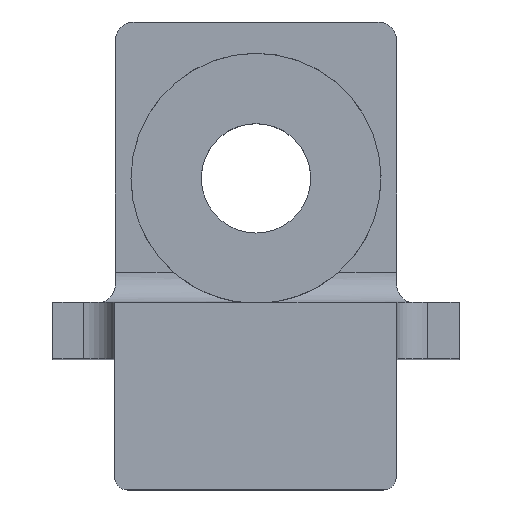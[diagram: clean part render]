
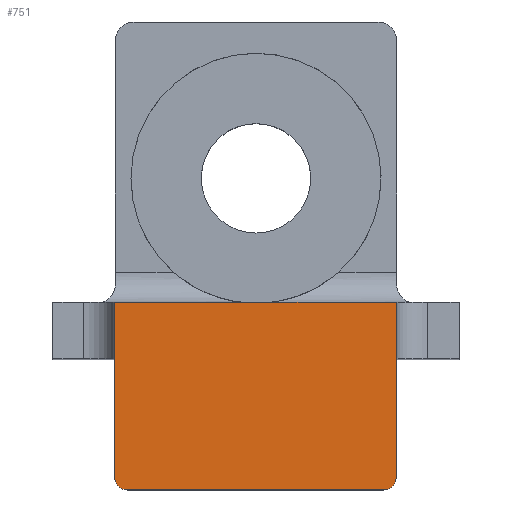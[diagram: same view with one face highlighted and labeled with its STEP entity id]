
A CAD part, top view. The second image highlights one B-rep face of the part: STEP entity #751.
In plain terms, the highlighted planar face has unit normal (0, 0, 1).
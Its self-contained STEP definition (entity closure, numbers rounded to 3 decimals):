
#41=PLANE('',#829);
#79=FACE_OUTER_BOUND('',#120,.T.);
#120=EDGE_LOOP('',(#671,#672,#673,#674,#675,#676,#677,#678));
#147=LINE('',#1112,#226);
#157=LINE('',#1136,#236);
#173=LINE('',#1205,#252);
#196=LINE('',#1272,#275);
#199=LINE('',#1278,#278);
#201=LINE('',#1281,#280);
#226=VECTOR('',#892,10.);
#236=VECTOR('',#912,10.);
#252=VECTOR('',#960,10.);
#275=VECTOR('',#1017,10.);
#278=VECTOR('',#1024,10.);
#280=VECTOR('',#1028,10.);
#293=CIRCLE('',#785,0.4);
#296=CIRCLE('',#791,0.4);
#332=VERTEX_POINT('',#1099);
#333=VERTEX_POINT('',#1100);
#337=VERTEX_POINT('',#1110);
#345=VERTEX_POINT('',#1130);
#346=VERTEX_POINT('',#1134);
#362=VERTEX_POINT('',#1202);
#363=VERTEX_POINT('',#1204);
#373=VERTEX_POINT('',#1234);
#406=EDGE_CURVE('',#332,#333,#293,.T.);
#412=EDGE_CURVE('',#332,#337,#147,.T.);
#421=EDGE_CURVE('',#345,#337,#296,.T.);
#424=EDGE_CURVE('',#345,#346,#157,.T.);
#449=EDGE_CURVE('',#363,#362,#173,.T.);
#479=EDGE_CURVE('',#346,#363,#196,.T.);
#482=EDGE_CURVE('',#362,#373,#199,.T.);
#484=EDGE_CURVE('',#373,#333,#201,.T.);
#671=ORIENTED_EDGE('',*,*,#406,.F.);
#672=ORIENTED_EDGE('',*,*,#412,.T.);
#673=ORIENTED_EDGE('',*,*,#421,.F.);
#674=ORIENTED_EDGE('',*,*,#424,.T.);
#675=ORIENTED_EDGE('',*,*,#479,.T.);
#676=ORIENTED_EDGE('',*,*,#449,.T.);
#677=ORIENTED_EDGE('',*,*,#482,.T.);
#678=ORIENTED_EDGE('',*,*,#484,.T.);
#751=ADVANCED_FACE('',(#79),#41,.T.);
#785=AXIS2_PLACEMENT_3D('',#1101,#882,#883);
#791=AXIS2_PLACEMENT_3D('',#1131,#906,#907);
#829=AXIS2_PLACEMENT_3D('',#1282,#1029,#1030);
#882=DIRECTION('center_axis',(0.,0.,-1.));
#883=DIRECTION('ref_axis',(-0.707,-0.707,0.));
#892=DIRECTION('',(1.,0.,0.));
#906=DIRECTION('center_axis',(0.,0.,-1.));
#907=DIRECTION('ref_axis',(0.707,-0.707,0.));
#912=DIRECTION('',(0.,1.,0.));
#960=DIRECTION('',(-1.,0.,0.));
#1017=DIRECTION('',(0.,1.,0.));
#1024=DIRECTION('',(0.,-1.,0.));
#1028=DIRECTION('',(0.,-1.,0.));
#1029=DIRECTION('center_axis',(0.,0.,1.));
#1030=DIRECTION('ref_axis',(-1.,0.,0.));
#1099=CARTESIAN_POINT('',(-4.29,13.,29.983));
#1100=CARTESIAN_POINT('',(-4.69,13.4,29.983));
#1101=CARTESIAN_POINT('Origin',(-4.29,13.4,29.983));
#1110=CARTESIAN_POINT('',(3.91,13.,29.983));
#1112=CARTESIAN_POINT('',(-4.69,13.,29.983));
#1130=CARTESIAN_POINT('',(4.31,13.4,29.983));
#1131=CARTESIAN_POINT('Origin',(3.91,13.4,29.983));
#1134=CARTESIAN_POINT('',(4.31,17.2,29.983));
#1136=CARTESIAN_POINT('',(4.31,13.,29.983));
#1202=CARTESIAN_POINT('',(-4.69,19.,29.983));
#1204=CARTESIAN_POINT('',(4.31,19.,29.983));
#1205=CARTESIAN_POINT('',(4.31,19.,29.983));
#1234=CARTESIAN_POINT('',(-4.69,17.2,29.983));
#1272=CARTESIAN_POINT('',(4.31,13.,29.983));
#1278=CARTESIAN_POINT('',(-4.69,19.,29.983));
#1281=CARTESIAN_POINT('',(-4.69,19.,29.983));
#1282=CARTESIAN_POINT('Origin',(-0.19,16.,29.983));
